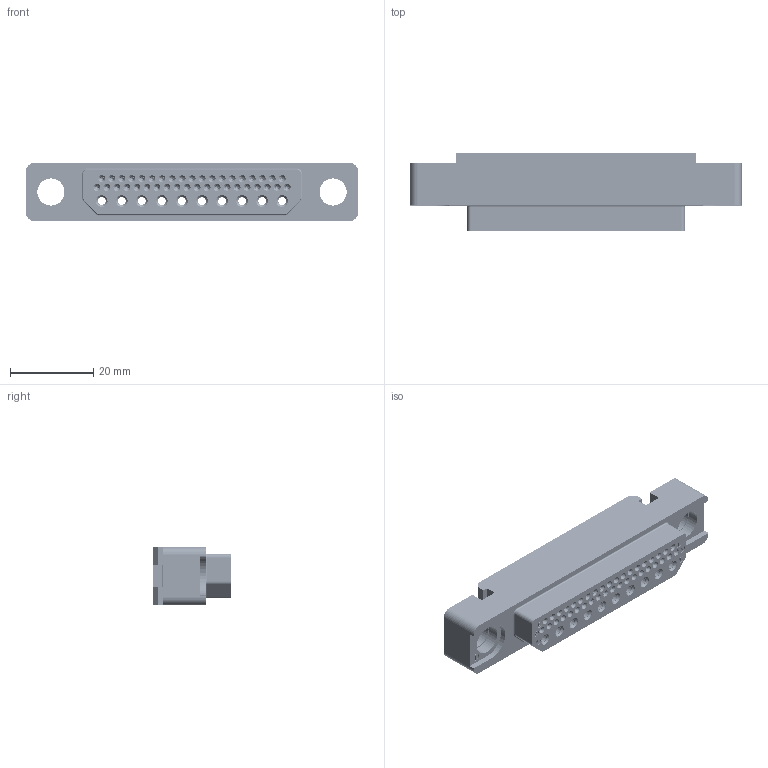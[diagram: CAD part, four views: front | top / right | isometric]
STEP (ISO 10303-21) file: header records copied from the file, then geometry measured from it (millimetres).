
FILE_DESCRIPTION((''),'2;1');
FILE_NAME('1900ND03S2X00D','2020-08-05T',('presta_be4'),(''),'CREO PARAMETRIC BY PTC INC, 2018360','CREO PARAMETRIC BY PTC INC, 2018360','');
FILE_SCHEMA(('CONFIG_CONTROL_DESIGN'));
Products named in the file (1): 1900ND03S2X00D
Bounding box: 80 x 19.01 x 14 mm (x, y, z)
Volume: 12592.5 mm3; surface area: 18548.6 mm2
Topology: 1 solids, 1 shells, 6003 faces, 16009 edges, 10126 vertices
Faces by surface type: plane 2607, cylinder 1978, cone 982, torus 240, sphere 156, bspline 40
Entity records: 225607 total; most frequent: CARTESIAN_POINT 75292, ORIENTED_EDGE 31706, DIRECTION 31339, EDGE_CURVE 15853, AXIS2_PLACEMENT_3D 11531, VERTEX_POINT 10126, VECTOR 8277, LINE 8277
